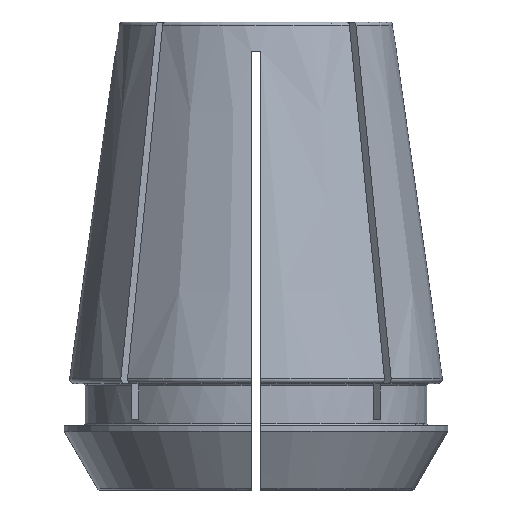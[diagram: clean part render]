
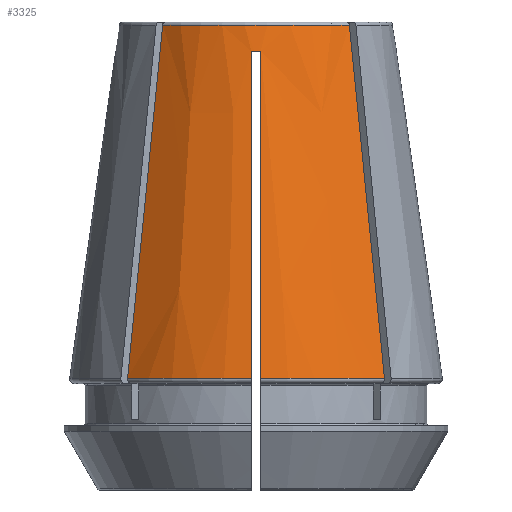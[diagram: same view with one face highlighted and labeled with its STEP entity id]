
A CAD part, left-side view. The second image highlights one B-rep face of the part: STEP entity #3325.
In plain terms, the highlighted conical face has half-angle 8 degrees and reference radius 11.657 mm.
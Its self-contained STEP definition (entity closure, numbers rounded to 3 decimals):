
#34=CONICAL_SURFACE('',#3675,11.657,0.14);
#162=B_SPLINE_CURVE_WITH_KNOTS('',3,(#5781,#5782,#5783,#5784,#5785,#5786,
#5787,#5788,#5789,#5790),.UNSPECIFIED.,.F.,.F.,(4,3,3,4),(0.018,
0.022,0.044,0.047),.UNSPECIFIED.);
#163=B_SPLINE_CURVE_WITH_KNOTS('',3,(#5803,#5804,#5805,#5806),
 .UNSPECIFIED.,.F.,.F.,(4,4),(0.,0.03),
 .UNSPECIFIED.);
#180=B_SPLINE_CURVE_WITH_KNOTS('',3,(#5944,#5945,#5946,#5947,#5948,#5949,
#5950,#5951,#5952,#5953),.UNSPECIFIED.,.F.,.F.,(4,3,3,4),(0.018,
0.022,0.044,0.047),.UNSPECIFIED.);
#181=B_SPLINE_CURVE_WITH_KNOTS('',3,(#5956,#5957,#5958,#5959),
 .UNSPECIFIED.,.F.,.F.,(4,4),(0.,0.03),
 .UNSPECIFIED.);
#382=CIRCLE('',#3602,15.936);
#410=CIRCLE('',#3659,12.009);
#417=CIRCLE('',#3676,15.936);
#418=CIRCLE('',#3677,11.694);
#1088=ORIENTED_EDGE('',*,*,#1948,.F.);
#1089=ORIENTED_EDGE('',*,*,#1904,.F.);
#1090=ORIENTED_EDGE('',*,*,#1901,.T.);
#1091=ORIENTED_EDGE('',*,*,#1949,.T.);
#1092=ORIENTED_EDGE('',*,*,#1950,.T.);
#1093=ORIENTED_EDGE('',*,*,#1951,.F.);
#1094=ORIENTED_EDGE('',*,*,#1908,.F.);
#1095=ORIENTED_EDGE('',*,*,#1793,.T.);
#1793=EDGE_CURVE('',#2263,#2262,#382,.T.);
#1901=EDGE_CURVE('',#2331,#2330,#162,.T.);
#1904=EDGE_CURVE('',#2331,#2333,#410,.T.);
#1908=EDGE_CURVE('',#2263,#2335,#163,.T.);
#1948=EDGE_CURVE('',#2333,#2262,#180,.T.);
#1949=EDGE_CURVE('',#2330,#2362,#417,.T.);
#1950=EDGE_CURVE('',#2362,#2363,#181,.T.);
#1951=EDGE_CURVE('',#2335,#2363,#418,.T.);
#2262=VERTEX_POINT('',#5486);
#2263=VERTEX_POINT('',#5488);
#2330=VERTEX_POINT('',#5780);
#2331=VERTEX_POINT('',#5791);
#2333=VERTEX_POINT('',#5797);
#2335=VERTEX_POINT('',#5807);
#2362=VERTEX_POINT('',#5955);
#2363=VERTEX_POINT('',#5960);
#2905=EDGE_LOOP('',(#1088,#1089,#1090,#1091,#1092,#1093,#1094,#1095));
#3081=FACE_BOUND('',#2905,.T.);
#3325=ADVANCED_FACE('',(#3081),#34,.T.);
#3602=AXIS2_PLACEMENT_3D('',#5487,#4284,#4285);
#3659=AXIS2_PLACEMENT_3D('',#5796,#4454,#4455);
#3675=AXIS2_PLACEMENT_3D('',#5943,#4506,#4507);
#3676=AXIS2_PLACEMENT_3D('',#5954,#4508,#4509);
#3677=AXIS2_PLACEMENT_3D('',#5961,#4510,#4511);
#4284=DIRECTION('',(0.,0.,1.));
#4285=DIRECTION('',(1.,0.,0.));
#4454=DIRECTION('',(0.,0.,-1.));
#4455=DIRECTION('',(-1.,0.,0.));
#4506=DIRECTION('',(0.,0.,-1.));
#4507=DIRECTION('',(-1.,0.,0.));
#4508=DIRECTION('',(0.,0.,1.));
#4509=DIRECTION('',(1.,0.,0.));
#4510=DIRECTION('',(0.,0.,1.));
#4511=DIRECTION('',(1.,0.,0.));
#5486=CARTESIAN_POINT('',(-15.931,0.4,4.056));
#5487=CARTESIAN_POINT('',(0.,0.,4.056));
#5488=CARTESIAN_POINT('',(-11.548,10.982,4.056));
#5780=CARTESIAN_POINT('',(-15.931,-0.4,4.056));
#5781=CARTESIAN_POINT('',(-12.002,-0.4,32.));
#5782=CARTESIAN_POINT('',(-12.164,-0.4,30.847));
#5783=CARTESIAN_POINT('',(-12.326,-0.4,29.694));
#5784=CARTESIAN_POINT('',(-12.488,-0.4,28.542));
#5785=CARTESIAN_POINT('',(-13.506,-0.4,21.301));
#5786=CARTESIAN_POINT('',(-14.524,-0.4,14.06));
#5787=CARTESIAN_POINT('',(-15.542,-0.4,6.819));
#5788=CARTESIAN_POINT('',(-15.672,-0.4,5.898));
#5789=CARTESIAN_POINT('',(-15.801,-0.4,4.977));
#5790=CARTESIAN_POINT('',(-15.931,-0.4,4.056));
#5791=CARTESIAN_POINT('',(-12.002,-0.4,32.));
#5796=CARTESIAN_POINT('',(0.,0.,32.));
#5797=CARTESIAN_POINT('',(-12.002,0.4,32.));
#5803=CARTESIAN_POINT('',(-11.548,10.982,4.056));
#5804=CARTESIAN_POINT('',(-10.547,9.982,14.118));
#5805=CARTESIAN_POINT('',(-9.547,8.981,24.18));
#5806=CARTESIAN_POINT('',(-8.547,7.981,34.242));
#5807=CARTESIAN_POINT('',(-8.547,7.981,34.242));
#5943=CARTESIAN_POINT('',(0.,0.,34.5));
#5944=CARTESIAN_POINT('',(-12.002,0.4,32.));
#5945=CARTESIAN_POINT('',(-12.164,0.4,30.847));
#5946=CARTESIAN_POINT('',(-12.326,0.4,29.694));
#5947=CARTESIAN_POINT('',(-12.488,0.4,28.542));
#5948=CARTESIAN_POINT('',(-13.506,0.4,21.301));
#5949=CARTESIAN_POINT('',(-14.524,0.4,14.06));
#5950=CARTESIAN_POINT('',(-15.542,0.4,6.819));
#5951=CARTESIAN_POINT('',(-15.672,0.4,5.898));
#5952=CARTESIAN_POINT('',(-15.801,0.4,4.977));
#5953=CARTESIAN_POINT('',(-15.931,0.4,4.056));
#5954=CARTESIAN_POINT('',(0.,0.,4.056));
#5955=CARTESIAN_POINT('',(-11.548,-10.982,4.056));
#5956=CARTESIAN_POINT('',(-11.548,-10.982,4.056));
#5957=CARTESIAN_POINT('',(-10.547,-9.982,14.118));
#5958=CARTESIAN_POINT('',(-9.547,-8.981,24.18));
#5959=CARTESIAN_POINT('',(-8.547,-7.981,34.242));
#5960=CARTESIAN_POINT('',(-8.547,-7.981,34.242));
#5961=CARTESIAN_POINT('',(0.,0.,34.242));
